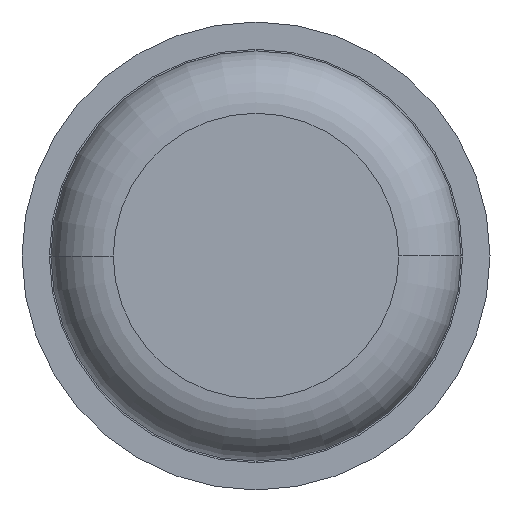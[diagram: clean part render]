
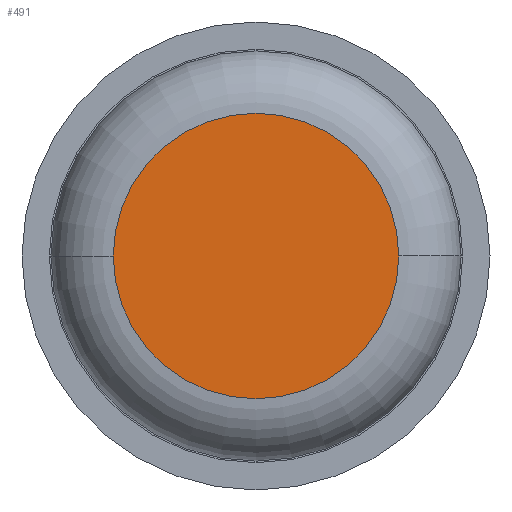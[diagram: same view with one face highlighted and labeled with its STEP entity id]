
A CAD part, front view. The second image highlights one B-rep face of the part: STEP entity #491.
In plain terms, the highlighted planar face has unit normal (0, -1, 0).
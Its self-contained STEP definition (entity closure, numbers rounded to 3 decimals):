
#9 = EDGE_CURVE ( 'Defeature ausgef�hrt1_6+Defeature ausgef�hrt1_7+Defeature ausgef�hrt1_7+Defeature ausgef�hrt1_7', #3336, #2207, #582, .T. ) ;
#376 = DIRECTION ( 'NONE',  ( -1., 0., 0. ) ) ;
#386 = CARTESIAN_POINT ( 'NONE',  ( 0., 0., 0. ) ) ;
#491 = ADVANCED_FACE ( 'Defeature ausgef�hrt1_6', ( #2457 ), #3885, .F. ) ;
#582 = CIRCLE ( 'NONE', #3132, 0.915 ) ;
#758 = DIRECTION ( 'NONE',  ( -1., 0., 0. ) ) ;
#823 = CARTESIAN_POINT ( 'NONE',  ( -0.915, 0., 0. ) ) ;
#979 = DIRECTION ( 'NONE',  ( 0., -1., 0. ) ) ;
#987 = DIRECTION ( 'NONE',  ( 0., -1., 0. ) ) ;
#1170 = CARTESIAN_POINT ( 'NONE',  ( 0.915, 0., 0. ) ) ;
#2123 = ORIENTED_EDGE ( 'NONE', *, *, #2888, .T. ) ;
#2207 = VERTEX_POINT ( 'NONE', #823 ) ;
#2266 = DIRECTION ( 'NONE',  ( -1., 0., 0. ) ) ;
#2276 = CARTESIAN_POINT ( 'NONE',  ( 0., 0., 0. ) ) ;
#2326 = CARTESIAN_POINT ( 'NONE',  ( 0., 0., 0. ) ) ;
#2457 = FACE_OUTER_BOUND ( 'NONE', #3244, .T. ) ;
#2598 = AXIS2_PLACEMENT_3D ( 'NONE', #2326, #2970, #758 ) ;
#2829 = CIRCLE ( 'NONE', #3166, 0.915 ) ;
#2888 = EDGE_CURVE ( 'Defeature ausgef�hrt1_6+Defeature ausgef�hrt1_7+Defeature ausgef�hrt1_7+Defeature ausgef�hrt1_7', #2207, #3336, #2829, .T. ) ;
#2970 = DIRECTION ( 'NONE',  ( 0., 1., 0. ) ) ;
#3132 = AXIS2_PLACEMENT_3D ( 'NONE', #386, #987, #376 ) ;
#3166 = AXIS2_PLACEMENT_3D ( 'NONE', #2276, #979, #2266 ) ;
#3244 = EDGE_LOOP ( 'NONE', ( #2123, #3852 ) ) ;
#3336 = VERTEX_POINT ( 'NONE', #1170 ) ;
#3852 = ORIENTED_EDGE ( 'NONE', *, *, #9, .T. ) ;
#3885 = PLANE ( 'NONE',  #2598 ) ;
